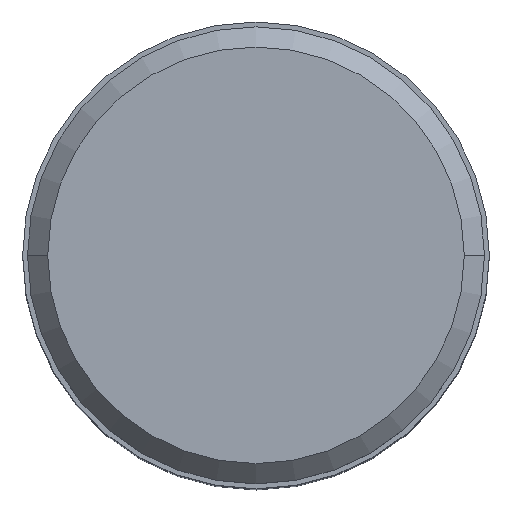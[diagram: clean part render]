
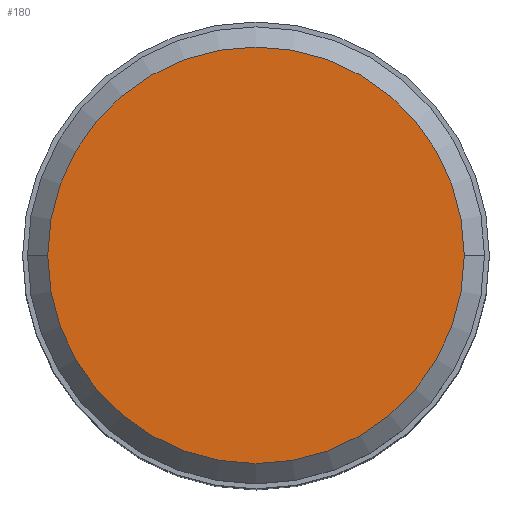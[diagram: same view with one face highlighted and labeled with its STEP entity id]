
A CAD part, top view. The second image highlights one B-rep face of the part: STEP entity #180.
In plain terms, the highlighted planar face has unit normal (0, 0, 1).
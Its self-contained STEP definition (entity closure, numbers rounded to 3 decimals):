
#129=FACE_OUTER_BOUND('',#245,.T.);
#180=ADVANCED_FACE('',(#129),#191,.F.);
#191=PLANE('',#1044);
#245=EDGE_LOOP('',(#439,#440));
#439=ORIENTED_EDGE('',*,*,#633,.T.);
#440=ORIENTED_EDGE('',*,*,#632,.T.);
#528=VERTEX_POINT('',#1646);
#529=VERTEX_POINT('',#1648);
#632=EDGE_CURVE('',#528,#529,#713,.T.);
#633=EDGE_CURVE('',#529,#528,#714,.T.);
#713=CIRCLE('',#1041,22.665);
#714=CIRCLE('',#1043,22.665);
#1041=AXIS2_PLACEMENT_3D('',#1649,#1347,#1348);
#1043=AXIS2_PLACEMENT_3D('',#1651,#1351,#1352);
#1044=AXIS2_PLACEMENT_3D('',#1652,#1353,#1354);
#1347=DIRECTION('',(0.,0.,1.));
#1348=DIRECTION('',(1.,0.,0.));
#1351=DIRECTION('',(0.,0.,1.));
#1352=DIRECTION('',(-1.,0.,0.));
#1353=DIRECTION('',(0.,0.,-1.));
#1354=DIRECTION('',(1.,0.,0.));
#1646=CARTESIAN_POINT('',(22.665,0.,0.));
#1648=CARTESIAN_POINT('',(-22.665,0.,0.));
#1649=CARTESIAN_POINT('',(0.,0.,0.));
#1651=CARTESIAN_POINT('',(0.,0.,0.));
#1652=CARTESIAN_POINT('',(0.,0.,0.));
